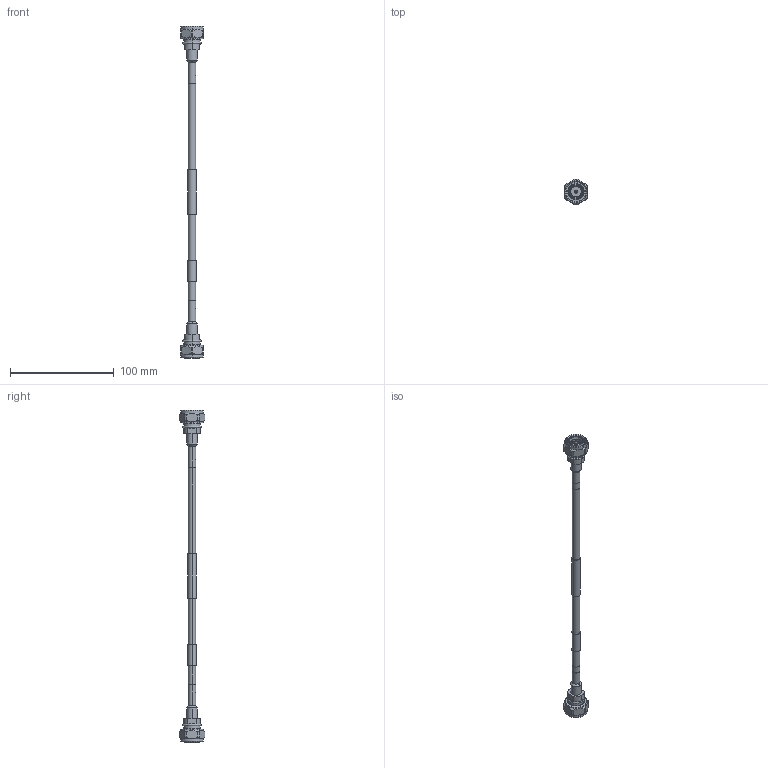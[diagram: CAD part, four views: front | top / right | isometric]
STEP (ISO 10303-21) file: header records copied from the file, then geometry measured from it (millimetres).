
FILE_DESCRIPTION (( 'STEP AP214' ), '1' );
FILE_NAME ('FMCA1845_3D.step', '2025-07-24T23:34:41', ( '' ), ( '' ), 'SwSTEP 2.0', 'SolidWorks 2022', '' );
FILE_SCHEMA (( 'AUTOMOTIVE_DESIGN' ));
Length unit declared in the file: inch
Products named in the file (5): FMCA1845_3D; TC-250-4310M-LP; Heat Shrink^FMCA1845; TC-250-4310M-LP_body; TFT-5G-402^FMCA1845
Assembly tree (6 placements, depth 3):
  FMCA1845_3D
    TFT-5G-402^FMCA1845
    Heat Shrink^FMCA1845  x2
    TC-250-4310M-LP  x2
      TC-250-4310M-LP_body
Bounding box: 22 x 24.5 x 320.23 mm (x, y, z)
Volume: 24153.5 mm3; surface area: 15660.1 mm2
Topology: 5 solids, 5 shells, 286 faces, 604 edges, 352 vertices
Faces by surface type: cone 112, cylinder 84, plane 54, torus 32, bspline 4
Entity records: 4415 total; most frequent: CARTESIAN_POINT 868, DIRECTION 807, ORIENTED_EDGE 634, AXIS2_PLACEMENT_3D 345, EDGE_CURVE 317, CIRCLE 186, VERTEX_POINT 186, EDGE_LOOP 165
